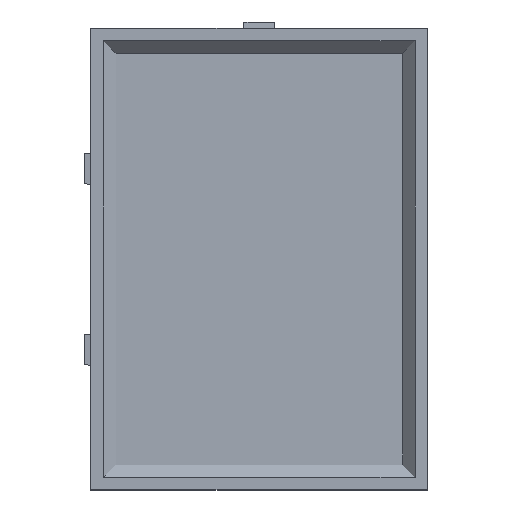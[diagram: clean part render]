
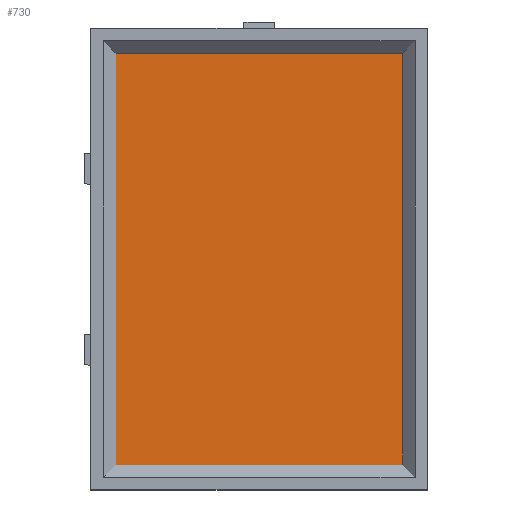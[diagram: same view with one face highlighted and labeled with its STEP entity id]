
A CAD part, top view. The second image highlights one B-rep face of the part: STEP entity #730.
In plain terms, the highlighted planar face has unit normal (0, 0, 1).
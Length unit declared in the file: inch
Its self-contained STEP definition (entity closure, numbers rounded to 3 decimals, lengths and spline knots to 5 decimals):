
#56=FACE_OUTER_BOUND('',#97,.T.);
#97=EDGE_LOOP('',(#599,#600,#601,#602));
#183=LINE('',#1126,#279);
#187=LINE('',#1134,#283);
#190=LINE('',#1140,#286);
#193=LINE('',#1145,#289);
#279=VECTOR('',#928,0.3937);
#283=VECTOR('',#934,0.3937);
#286=VECTOR('',#939,0.3937);
#289=VECTOR('',#944,0.3937);
#351=VERTEX_POINT('',#1124);
#352=VERTEX_POINT('',#1125);
#355=VERTEX_POINT('',#1133);
#357=VERTEX_POINT('',#1139);
#439=EDGE_CURVE('',#351,#352,#183,.T.);
#443=EDGE_CURVE('',#352,#355,#187,.T.);
#446=EDGE_CURVE('',#355,#357,#190,.T.);
#449=EDGE_CURVE('',#357,#351,#193,.T.);
#599=ORIENTED_EDGE('',*,*,#439,.T.);
#600=ORIENTED_EDGE('',*,*,#443,.T.);
#601=ORIENTED_EDGE('',*,*,#446,.T.);
#602=ORIENTED_EDGE('',*,*,#449,.T.);
#689=PLANE('',#785);
#730=ADVANCED_FACE('',(#56),#689,.T.);
#785=AXIS2_PLACEMENT_3D('',#1147,#946,#947);
#928=DIRECTION('',(0.,-1.,0.));
#934=DIRECTION('',(1.,0.,0.));
#939=DIRECTION('',(0.,1.,0.));
#944=DIRECTION('',(-1.,0.,0.));
#946=DIRECTION('center_axis',(0.,0.,1.));
#947=DIRECTION('ref_axis',(-1.,0.,0.));
#1124=CARTESIAN_POINT('',(0.2,3.5,0.1));
#1125=CARTESIAN_POINT('',(0.2,0.2,0.1));
#1126=CARTESIAN_POINT('',(0.2,3.6,0.1));
#1133=CARTESIAN_POINT('',(2.5,0.2,0.1));
#1134=CARTESIAN_POINT('',(0.1,0.2,0.1));
#1139=CARTESIAN_POINT('',(2.5,3.5,0.1));
#1140=CARTESIAN_POINT('',(2.5,0.1,0.1));
#1145=CARTESIAN_POINT('',(2.6,3.5,0.1));
#1147=CARTESIAN_POINT('Origin',(1.35,1.85,0.1));
